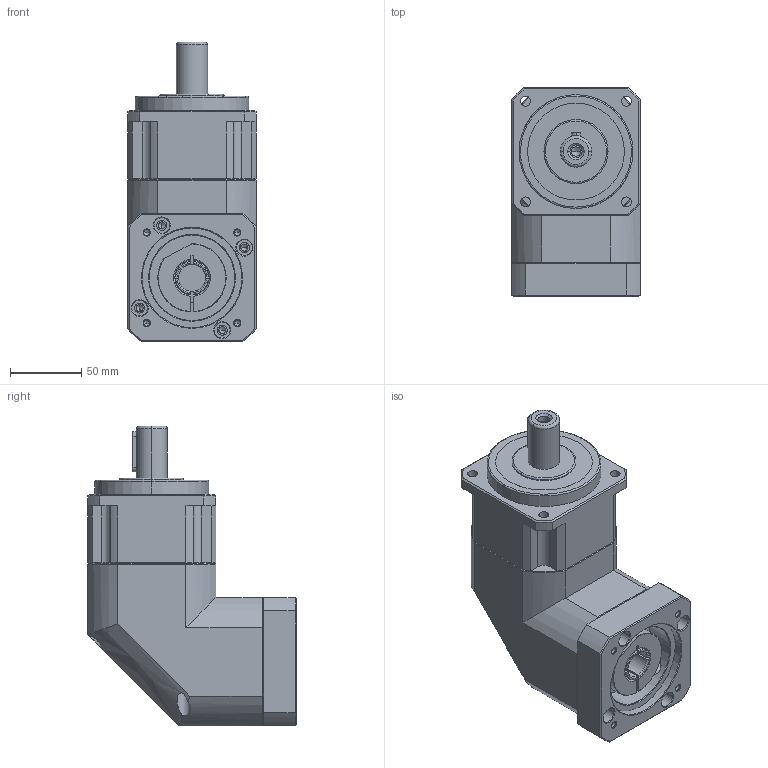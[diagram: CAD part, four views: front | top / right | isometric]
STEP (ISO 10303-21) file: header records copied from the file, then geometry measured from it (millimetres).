
FILE_DESCRIPTION (( 'STEP AP214' ), '1' );
FILE_NAME ('SBL090-L1-19-70-90-M5-M6.STEP', '2021-12-25T07:06:05', ( 'admin' ), ( '' ), 'SwSTEP 2.0', 'SolidWorks 2013', '' );
FILE_SCHEMA (( 'AUTOMOTIVE_DESIGN' ));
Length unit declared in the file: millimetre
Products named in the file (5): SB090_X2_8F9351FA7AEF_X0_; SBL090_X2_6CD55170_X0_-70-90M5; SBL090_X2_8F9351658F7495017D2773AF_X0_-19; SBL090-19; SBL090-L1-19-70-90-M5-M6
Assembly tree (4 placements, depth 2):
  SBL090-L1-19-70-90-M5-M6
    SBL090-19
    SBL090_X2_8F9351658F7495017D2773AF_X0_-19
    SBL090_X2_6CD55170_X0_-70-90M5
    SB090_X2_8F9351FA7AEF_X0_
Bounding box: 90 x 146.5 x 210.6 mm (x, y, z)
Volume: 1497091.9 mm3; surface area: 168359.7 mm2
Topology: 7 solids, 7 shells, 405 faces, 1013 edges, 627 vertices
Faces by surface type: cylinder 157, plane 147, cone 89, bspline 12
Entity records: 17423 total; most frequent: CARTESIAN_POINT 3136, DIRECTION 2049, ORIENTED_EDGE 1986, EDGE_CURVE 993, AXIS2_PLACEMENT_3D 798, VERTEX_POINT 627, EDGE_LOOP 468, LINE 453
